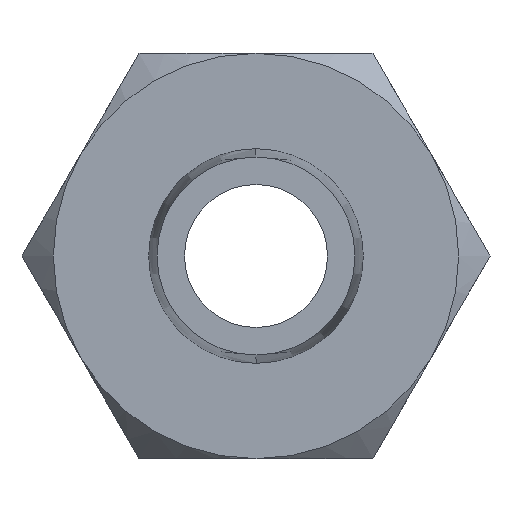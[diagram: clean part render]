
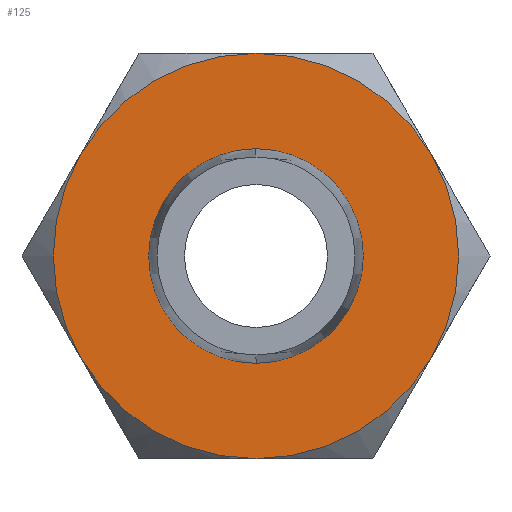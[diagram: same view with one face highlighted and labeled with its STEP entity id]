
A CAD part, left-side view. The second image highlights one B-rep face of the part: STEP entity #125.
In plain terms, the highlighted planar face has unit normal (-1, 0, 0).
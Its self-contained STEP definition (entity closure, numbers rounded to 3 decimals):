
#2 = CIRCLE ( 'NONE', #1853, 4.5 ) ;
#80 = DIRECTION ( 'NONE',  ( 1., 0., 0. ) ) ;
#125 = ADVANCED_FACE ( 'NONE', ( #4325, #3088 ), #3888, .F. ) ;
#344 = CARTESIAN_POINT ( 'NONE',  ( 14., 7.361, -4.25 ) ) ;
#375 = EDGE_LOOP ( 'NONE', ( #3895, #3637, #3301, #3588, #2530, #3849 ) ) ;
#405 = AXIS2_PLACEMENT_3D ( 'NONE', #935, #1266, #2471 ) ;
#443 = EDGE_CURVE ( 'NONE', #1131, #3222, #3927, .T. ) ;
#451 = DIRECTION ( 'NONE',  ( -1., 0., 0. ) ) ;
#467 = DIRECTION ( 'NONE',  ( 0., 0., -1. ) ) ;
#492 = CARTESIAN_POINT ( 'NONE',  ( 14., 0., 0. ) ) ;
#506 = DIRECTION ( 'NONE',  ( 0., 0., -1. ) ) ;
#626 = DIRECTION ( 'NONE',  ( 0., 0., -1. ) ) ;
#678 = DIRECTION ( 'NONE',  ( 0., 0., -1. ) ) ;
#935 = CARTESIAN_POINT ( 'NONE',  ( 14., 0., 0. ) ) ;
#947 = DIRECTION ( 'NONE',  ( 1., 0., 0. ) ) ;
#1008 = CARTESIAN_POINT ( 'NONE',  ( 14., 0., 0. ) ) ;
#1039 = CARTESIAN_POINT ( 'NONE',  ( 14., 0., 0. ) ) ;
#1055 = VERTEX_POINT ( 'NONE', #4656 ) ;
#1131 = VERTEX_POINT ( 'NONE', #2751 ) ;
#1222 = CARTESIAN_POINT ( 'NONE',  ( 14., 0., 0. ) ) ;
#1266 = DIRECTION ( 'NONE',  ( -1., 0., 0. ) ) ;
#1274 = ORIENTED_EDGE ( 'NONE', *, *, #1584, .F. ) ;
#1342 = CARTESIAN_POINT ( 'NONE',  ( 14., 0., 0. ) ) ;
#1378 = VERTEX_POINT ( 'NONE', #1871 ) ;
#1543 = CIRCLE ( 'NONE', #3785, 8.5 ) ;
#1549 = CARTESIAN_POINT ( 'NONE',  ( 14., 0., -4.5 ) ) ;
#1584 = EDGE_CURVE ( 'NONE', #4810, #2593, #4983, .T. ) ;
#1725 = ORIENTED_EDGE ( 'NONE', *, *, #2701, .F. ) ;
#1853 = AXIS2_PLACEMENT_3D ( 'NONE', #2818, #451, #4628 ) ;
#1871 = CARTESIAN_POINT ( 'NONE',  ( 14., 7.361, 4.25 ) ) ;
#1940 = CIRCLE ( 'NONE', #3465, 8.5 ) ;
#1953 = EDGE_CURVE ( 'NONE', #1055, #1378, #3381, .T. ) ;
#2097 = CIRCLE ( 'NONE', #2670, 8.5 ) ;
#2104 = EDGE_CURVE ( 'NONE', #3222, #1378, #1940, .T. ) ;
#2113 = CARTESIAN_POINT ( 'NONE',  ( 14., 0., 0. ) ) ;
#2471 = DIRECTION ( 'NONE',  ( 0., 0., 1. ) ) ;
#2521 = DIRECTION ( 'NONE',  ( 1., 0., 0. ) ) ;
#2530 = ORIENTED_EDGE ( 'NONE', *, *, #1953, .T. ) ;
#2544 = DIRECTION ( 'NONE',  ( 1., 0., 0. ) ) ;
#2559 = AXIS2_PLACEMENT_3D ( 'NONE', #492, #2810, #467 ) ;
#2572 = DIRECTION ( 'NONE',  ( 1., 0., 0. ) ) ;
#2576 = DIRECTION ( 'NONE',  ( -1., 0., 0. ) ) ;
#2577 = AXIS2_PLACEMENT_3D ( 'NONE', #1008, #2544, #626 ) ;
#2593 = VERTEX_POINT ( 'NONE', #1549 ) ;
#2670 = AXIS2_PLACEMENT_3D ( 'NONE', #4130, #2572, #678 ) ;
#2701 = EDGE_CURVE ( 'NONE', #2593, #4810, #2, .T. ) ;
#2751 = CARTESIAN_POINT ( 'NONE',  ( 14., 0., -8.5 ) ) ;
#2810 = DIRECTION ( 'NONE',  ( 1., 0., 0. ) ) ;
#2811 = EDGE_CURVE ( 'NONE', #1055, #2917, #1543, .T. ) ;
#2818 = CARTESIAN_POINT ( 'NONE',  ( 14., 0., 0. ) ) ;
#2861 = EDGE_LOOP ( 'NONE', ( #1274, #1725 ) ) ;
#2917 = VERTEX_POINT ( 'NONE', #3450 ) ;
#3058 = AXIS2_PLACEMENT_3D ( 'NONE', #1039, #2576, #3842 ) ;
#3088 = FACE_OUTER_BOUND ( 'NONE', #375, .T. ) ;
#3222 = VERTEX_POINT ( 'NONE', #344 ) ;
#3301 = ORIENTED_EDGE ( 'NONE', *, *, #3798, .F. ) ;
#3322 = DIRECTION ( 'NONE',  ( 0., 0., -1. ) ) ;
#3357 = DIRECTION ( 'NONE',  ( 0., 0., -1. ) ) ;
#3381 = CIRCLE ( 'NONE', #405, 8.5 ) ;
#3450 = CARTESIAN_POINT ( 'NONE',  ( 14., -7.361, 4.25 ) ) ;
#3465 = AXIS2_PLACEMENT_3D ( 'NONE', #1342, #2521, #3357 ) ;
#3588 = ORIENTED_EDGE ( 'NONE', *, *, #2811, .F. ) ;
#3637 = ORIENTED_EDGE ( 'NONE', *, *, #4651, .F. ) ;
#3785 = AXIS2_PLACEMENT_3D ( 'NONE', #2113, #947, #3322 ) ;
#3798 = EDGE_CURVE ( 'NONE', #2917, #4890, #4666, .T. ) ;
#3842 = DIRECTION ( 'NONE',  ( 0., 0., 1. ) ) ;
#3849 = ORIENTED_EDGE ( 'NONE', *, *, #2104, .F. ) ;
#3888 = PLANE ( 'NONE',  #4471 ) ;
#3895 = ORIENTED_EDGE ( 'NONE', *, *, #443, .F. ) ;
#3927 = CIRCLE ( 'NONE', #2559, 8.5 ) ;
#4130 = CARTESIAN_POINT ( 'NONE',  ( 14., 0., 0. ) ) ;
#4309 = CARTESIAN_POINT ( 'NONE',  ( 14., -7.361, -4.25 ) ) ;
#4325 = FACE_BOUND ( 'NONE', #2861, .T. ) ;
#4471 = AXIS2_PLACEMENT_3D ( 'NONE', #1222, #80, #506 ) ;
#4619 = CARTESIAN_POINT ( 'NONE',  ( 14., 0., 4.5 ) ) ;
#4628 = DIRECTION ( 'NONE',  ( 0., 0., 1. ) ) ;
#4651 = EDGE_CURVE ( 'NONE', #4890, #1131, #2097, .T. ) ;
#4656 = CARTESIAN_POINT ( 'NONE',  ( 14., 0., 8.5 ) ) ;
#4666 = CIRCLE ( 'NONE', #2577, 8.5 ) ;
#4810 = VERTEX_POINT ( 'NONE', #4619 ) ;
#4890 = VERTEX_POINT ( 'NONE', #4309 ) ;
#4983 = CIRCLE ( 'NONE', #3058, 4.5 ) ;
